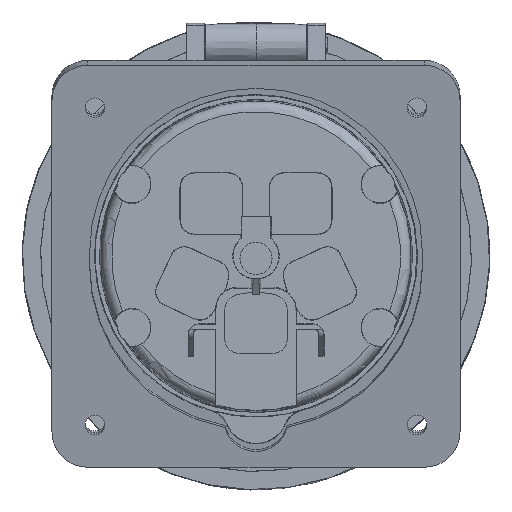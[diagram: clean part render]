
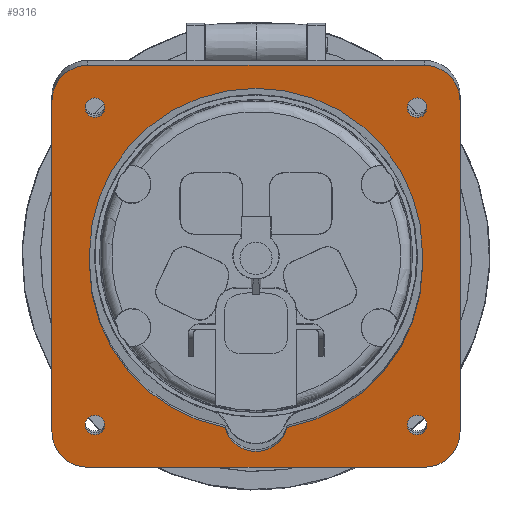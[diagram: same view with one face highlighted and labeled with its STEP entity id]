
A CAD part, front view. The second image highlights one B-rep face of the part: STEP entity #9316.
In plain terms, the highlighted planar face has unit normal (0, -0.985, -0.174).
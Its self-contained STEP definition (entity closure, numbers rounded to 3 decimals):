
#440=CARTESIAN_POINT('',(-47.,-58.938,43.399));
#441=DIRECTION('',(0.,-0.985,-0.174));
#442=DIRECTION('',(0.,-0.174,0.985));
#443=AXIS2_PLACEMENT_3D('',#440,#441,#442);
#445=CARTESIAN_POINT('',(47.,-58.938,43.399));
#446=DIRECTION('',(0.,-0.985,-0.174));
#447=DIRECTION('',(1.,0.,0.));
#448=AXIS2_PLACEMENT_3D('',#445,#446,#447);
#450=CARTESIAN_POINT('',(47.,-42.615,-49.173));
#451=DIRECTION('',(0.,-0.985,-0.174));
#452=DIRECTION('',(0.,0.174,-0.985));
#453=AXIS2_PLACEMENT_3D('',#450,#451,#452);
#455=CARTESIAN_POINT('',(-47.,-42.615,-49.173));
#456=DIRECTION('',(0.,-0.985,-0.174));
#457=DIRECTION('',(-1.,0.,0.));
#458=AXIS2_PLACEMENT_3D('',#455,#456,#457);
#460=CARTESIAN_POINT('',(45.,-58.591,41.429));
#461=DIRECTION('',(0.,0.985,0.174));
#462=DIRECTION('',(1.,0.,0.));
#463=AXIS2_PLACEMENT_3D('',#460,#461,#462);
#465=CARTESIAN_POINT('',(45.,-58.591,41.429));
#466=DIRECTION('',(0.,0.985,0.174));
#467=DIRECTION('',(-1.,0.,0.));
#468=AXIS2_PLACEMENT_3D('',#465,#466,#467);
#470=CARTESIAN_POINT('',(45.,-42.962,-47.203));
#471=DIRECTION('',(0.,0.985,0.174));
#472=DIRECTION('',(1.,0.,0.));
#473=AXIS2_PLACEMENT_3D('',#470,#471,#472);
#475=CARTESIAN_POINT('',(45.,-42.962,-47.203));
#476=DIRECTION('',(0.,0.985,0.174));
#477=DIRECTION('',(-1.,0.,0.));
#478=AXIS2_PLACEMENT_3D('',#475,#476,#477);
#480=CARTESIAN_POINT('',(-45.,-58.591,41.429));
#481=DIRECTION('',(0.,0.985,0.174));
#482=DIRECTION('',(-1.,0.,0.));
#483=AXIS2_PLACEMENT_3D('',#480,#481,#482);
#485=CARTESIAN_POINT('',(-45.,-58.591,41.429));
#486=DIRECTION('',(0.,0.985,0.174));
#487=DIRECTION('',(1.,0.,0.));
#488=AXIS2_PLACEMENT_3D('',#485,#486,#487);
#490=CARTESIAN_POINT('',(-45.,-42.962,-47.203));
#491=DIRECTION('',(0.,0.985,0.174));
#492=DIRECTION('',(-1.,0.,0.));
#493=AXIS2_PLACEMENT_3D('',#490,#491,#492);
#495=CARTESIAN_POINT('',(-45.,-42.962,-47.203));
#496=DIRECTION('',(0.,0.985,0.174));
#497=DIRECTION('',(1.,0.,0.));
#498=AXIS2_PLACEMENT_3D('',#495,#496,#497);
#500=CARTESIAN_POINT('',(0.,-43.223,-45.726));
#501=DIRECTION('',(0.,0.985,0.174));
#502=DIRECTION('',(0.97,0.042,-0.238));
#503=AXIS2_PLACEMENT_3D('',#500,#501,#502);
#505=CARTESIAN_POINT('',(0.,-50.776,-2.887));
#506=DIRECTION('',(0.,0.985,0.174));
#507=DIRECTION('',(1.,0.,0.));
#508=AXIS2_PLACEMENT_3D('',#505,#506,#507);
#510=DIRECTION('',(0.,0.174,-0.985));
#511=VECTOR('',#510,4.);
#512=CARTESIAN_POINT('',(46.5,-51.471,1.052));
#513=LINE('',#512,#511);
#514=CARTESIAN_POINT('',(0.,-51.471,1.052));
#515=DIRECTION('',(0.,0.985,0.174));
#516=DIRECTION('',(-1.,0.,0.));
#517=AXIS2_PLACEMENT_3D('',#514,#515,#516);
#519=DIRECTION('',(0.,-0.174,0.985));
#520=VECTOR('',#519,4.);
#521=CARTESIAN_POINT('',(-46.5,-50.776,
-2.887));
#522=LINE('',#521,#520);
#523=CARTESIAN_POINT('',(0.,-50.776,-2.887));
#524=DIRECTION('',(0.,0.985,0.174));
#525=DIRECTION('',(-0.188,0.171,-0.967));
#526=AXIS2_PLACEMENT_3D('',#523,#524,#525);
#528=DIRECTION('',(0.,-0.174,0.985));
#529=VECTOR('',#528,94.);
#530=CARTESIAN_POINT('',(-57.,-42.615,-49.173));
#531=LINE('',#530,#529);
#548=DIRECTION('',(1.,0.,0.));
#549=VECTOR('',#548,94.);
#550=CARTESIAN_POINT('',(-47.,-60.674,53.247));
#551=LINE('',#550,#549);
#576=DIRECTION('',(0.,0.174,-0.985));
#577=VECTOR('',#576,94.);
#578=CARTESIAN_POINT('',(57.,-58.938,43.399));
#579=LINE('',#578,#577);
#588=DIRECTION('',(-1.,0.,0.));
#589=VECTOR('',#588,94.);
#590=CARTESIAN_POINT('',(47.,-40.878,-59.021));
#591=LINE('',#590,#589);
#8414=CARTESIAN_POINT('',(-57.,-42.615,-49.173));
#8415=CARTESIAN_POINT('',(-57.,-58.938,43.399));
#8416=VERTEX_POINT('',#8414);
#8417=VERTEX_POINT('',#8415);
#8418=CARTESIAN_POINT('',(-47.,-40.878,
-59.021));
#8419=VERTEX_POINT('',#8418);
#8420=CARTESIAN_POINT('',(47.,-40.878,-59.021));
#8421=VERTEX_POINT('',#8420);
#8422=CARTESIAN_POINT('',(57.,-42.615,-49.173));
#8423=VERTEX_POINT('',#8422);
#8424=CARTESIAN_POINT('',(57.,-58.938,43.399));
#8425=VERTEX_POINT('',#8424);
#8426=CARTESIAN_POINT('',(47.,-60.674,53.247));
#8427=VERTEX_POINT('',#8426);
#8428=CARTESIAN_POINT('',(-47.,-60.674,53.247));
#8429=VERTEX_POINT('',#8428);
#8430=CARTESIAN_POINT('',(47.75,-58.591,41.429));
#8431=CARTESIAN_POINT('',(42.25,-58.591,41.429));
#8432=VERTEX_POINT('',#8430);
#8433=VERTEX_POINT('',#8431);
#8438=CARTESIAN_POINT('',(47.75,-42.962,-47.203));
#8439=CARTESIAN_POINT('',(42.25,-42.962,-47.203));
#8440=VERTEX_POINT('',#8438);
#8441=VERTEX_POINT('',#8439);
#8446=CARTESIAN_POINT('',(-47.75,-58.591,41.429));
#8447=CARTESIAN_POINT('',(-42.25,-58.591,41.429));
#8448=VERTEX_POINT('',#8446);
#8449=VERTEX_POINT('',#8447);
#8454=CARTESIAN_POINT('',(-47.75,-42.962,-47.203));
#8455=CARTESIAN_POINT('',(-42.25,-42.962,-47.203));
#8456=VERTEX_POINT('',#8454);
#8457=VERTEX_POINT('',#8455);
#8462=CARTESIAN_POINT('',(8.734,-42.845,
-47.865));
#8463=CARTESIAN_POINT('',(-8.734,-42.845,
-47.865));
#8464=VERTEX_POINT('',#8462);
#8465=VERTEX_POINT('',#8463);
#8466=CARTESIAN_POINT('',(-46.5,-50.776,-2.887));
#8467=VERTEX_POINT('',#8466);
#8468=CARTESIAN_POINT('',(-46.5,-51.471,1.052));
#8469=VERTEX_POINT('',#8468);
#8470=CARTESIAN_POINT('',(46.5,-51.471,1.052));
#8471=VERTEX_POINT('',#8470);
#8472=CARTESIAN_POINT('',(46.5,-50.776,
-2.887));
#8473=VERTEX_POINT('',#8472);
#9261=CARTESIAN_POINT('',(0.,-50.776,-2.887));
#9262=DIRECTION('',(0.,-0.985,-0.174));
#9263=DIRECTION('',(1.,0.,0.));
#9264=AXIS2_PLACEMENT_3D('',#9261,#9262,#9263);
#9265=PLANE('',#9264);
#9267=ORIENTED_EDGE('',*,*,#9266,.T.);
#9269=ORIENTED_EDGE('',*,*,#9268,.F.);
#9271=ORIENTED_EDGE('',*,*,#9270,.T.);
#9273=ORIENTED_EDGE('',*,*,#9272,.F.);
#9275=ORIENTED_EDGE('',*,*,#9274,.T.);
#9277=ORIENTED_EDGE('',*,*,#9276,.F.);
#9279=ORIENTED_EDGE('',*,*,#9278,.T.);
#9281=ORIENTED_EDGE('',*,*,#9280,.F.);
#9282=EDGE_LOOP('',(#9267,#9269,#9271,#9273,#9275,#9277,#9279,#9281));
#9283=FACE_OUTER_BOUND('',#9282,.F.);
#9285=ORIENTED_EDGE('',*,*,#9284,.F.);
#9287=ORIENTED_EDGE('',*,*,#9286,.F.);
#9288=EDGE_LOOP('',(#9285,#9287));
#9289=FACE_BOUND('',#9288,.F.);
#9291=ORIENTED_EDGE('',*,*,#9290,.F.);
#9293=ORIENTED_EDGE('',*,*,#9292,.F.);
#9294=EDGE_LOOP('',(#9291,#9293));
#9295=FACE_BOUND('',#9294,.F.);
#9297=ORIENTED_EDGE('',*,*,#9296,.F.);
#9299=ORIENTED_EDGE('',*,*,#9298,.F.);
#9300=EDGE_LOOP('',(#9297,#9299));
#9301=FACE_BOUND('',#9300,.F.);
#9303=ORIENTED_EDGE('',*,*,#9302,.F.);
#9305=ORIENTED_EDGE('',*,*,#9304,.F.);
#9306=EDGE_LOOP('',(#9303,#9305));
#9307=FACE_BOUND('',#9306,.F.);
#9308=ORIENTED_EDGE('',*,*,#9185,.F.);
#9309=ORIENTED_EDGE('',*,*,#9200,.F.);
#9310=ORIENTED_EDGE('',*,*,#9214,.F.);
#9311=ORIENTED_EDGE('',*,*,#9228,.F.);
#9312=ORIENTED_EDGE('',*,*,#9242,.F.);
#9313=ORIENTED_EDGE('',*,*,#9255,.F.);
#9314=EDGE_LOOP('',(#9308,#9309,#9310,#9311,#9312,#9313));
#9315=FACE_BOUND('',#9314,.F.);
#9316=ADVANCED_FACE('',(#9283,#9289,#9295,#9301,#9307,#9315),#9265,.T.);
#444=CIRCLE('',#443,10.);
#449=CIRCLE('',#448,10.);
#454=CIRCLE('',#453,10.);
#459=CIRCLE('',#458,10.);
#464=CIRCLE('',#463,2.75);
#469=CIRCLE('',#468,2.75);
#474=CIRCLE('',#473,2.75);
#479=CIRCLE('',#478,2.75);
#484=CIRCLE('',#483,2.75);
#489=CIRCLE('',#488,2.75);
#494=CIRCLE('',#493,2.75);
#499=CIRCLE('',#498,2.75);
#504=CIRCLE('',#503,9.);
#509=CIRCLE('',#508,46.5);
#518=CIRCLE('',#517,46.5);
#527=CIRCLE('',#526,46.5);
#9185=EDGE_CURVE('',#8464,#8465,#504,.T.);
#9200=EDGE_CURVE('',#8473,#8464,#509,.T.);
#9214=EDGE_CURVE('',#8471,#8473,#513,.T.);
#9228=EDGE_CURVE('',#8469,#8471,#518,.T.);
#9242=EDGE_CURVE('',#8467,#8469,#522,.T.);
#9255=EDGE_CURVE('',#8465,#8467,#527,.T.);
#9266=EDGE_CURVE('',#8416,#8417,#531,.T.);
#9268=EDGE_CURVE('',#8429,#8417,#444,.T.);
#9270=EDGE_CURVE('',#8429,#8427,#551,.T.);
#9272=EDGE_CURVE('',#8425,#8427,#449,.T.);
#9274=EDGE_CURVE('',#8425,#8423,#579,.T.);
#9276=EDGE_CURVE('',#8421,#8423,#454,.T.);
#9278=EDGE_CURVE('',#8421,#8419,#591,.T.);
#9280=EDGE_CURVE('',#8416,#8419,#459,.T.);
#9284=EDGE_CURVE('',#8432,#8433,#464,.T.);
#9286=EDGE_CURVE('',#8433,#8432,#469,.T.);
#9290=EDGE_CURVE('',#8440,#8441,#474,.T.);
#9292=EDGE_CURVE('',#8441,#8440,#479,.T.);
#9296=EDGE_CURVE('',#8448,#8449,#484,.T.);
#9298=EDGE_CURVE('',#8449,#8448,#489,.T.);
#9302=EDGE_CURVE('',#8456,#8457,#494,.T.);
#9304=EDGE_CURVE('',#8457,#8456,#499,.T.);
